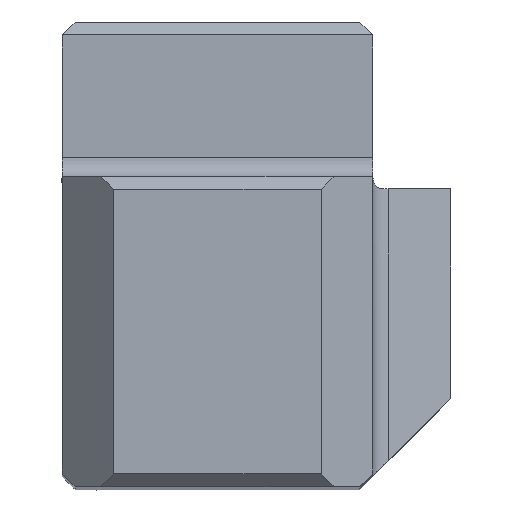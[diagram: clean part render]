
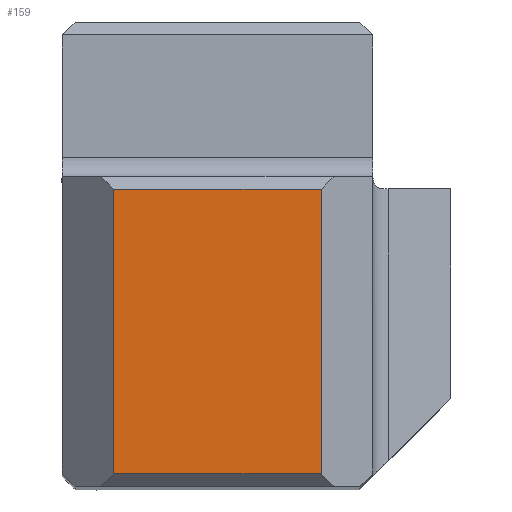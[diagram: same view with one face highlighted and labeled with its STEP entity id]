
A CAD part, top view. The second image highlights one B-rep face of the part: STEP entity #159.
In plain terms, the highlighted planar face has unit normal (0, 0, 1).
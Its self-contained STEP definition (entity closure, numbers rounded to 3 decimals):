
#159=ADVANCED_FACE('',(#248),#211,.F.);
#211=PLANE('',#1148);
#248=FACE_OUTER_BOUND('',#292,.T.);
#292=EDGE_LOOP('',(#427,#428,#429,#430));
#427=ORIENTED_EDGE('',*,*,#775,.T.);
#428=ORIENTED_EDGE('',*,*,#776,.T.);
#429=ORIENTED_EDGE('',*,*,#777,.F.);
#430=ORIENTED_EDGE('',*,*,#778,.T.);
#679=VERTEX_POINT('',#1621);
#680=VERTEX_POINT('',#1622);
#681=VERTEX_POINT('',#1624);
#682=VERTEX_POINT('',#1626);
#775=EDGE_CURVE('',#679,#680,#893,.T.);
#776=EDGE_CURVE('',#680,#681,#894,.T.);
#777=EDGE_CURVE('',#682,#681,#895,.T.);
#778=EDGE_CURVE('',#682,#679,#896,.T.);
#893=LINE('',#1620,#985);
#894=LINE('',#1623,#986);
#895=LINE('',#1625,#987);
#896=LINE('',#1627,#988);
#985=VECTOR('',#1300,1.);
#986=VECTOR('',#1301,1.);
#987=VECTOR('',#1302,1.);
#988=VECTOR('',#1303,1.);
#1148=AXIS2_PLACEMENT_3D('',#1628,#1304,#1305);
#1300=DIRECTION('',(0.,-1.,0.));
#1301=DIRECTION('',(1.,0.,0.));
#1302=DIRECTION('',(0.,-1.,0.));
#1303=DIRECTION('',(-1.,0.,0.));
#1304=DIRECTION('',(0.,0.,-1.));
#1305=DIRECTION('',(-1.,0.,0.));
#1620=CARTESIAN_POINT('',(-9.992,18.,0.));
#1621=CARTESIAN_POINT('',(-9.992,11.475,0.));
#1622=CARTESIAN_POINT('',(-9.992,0.5,0.));
#1623=CARTESIAN_POINT('',(-1.983,0.5,0.));
#1624=CARTESIAN_POINT('',(-1.983,0.5,0.));
#1625=CARTESIAN_POINT('',(-1.983,18.,0.));
#1626=CARTESIAN_POINT('',(-1.983,11.475,0.));
#1627=CARTESIAN_POINT('',(-9.992,11.475,0.));
#1628=CARTESIAN_POINT('',(-9.992,18.,0.));
